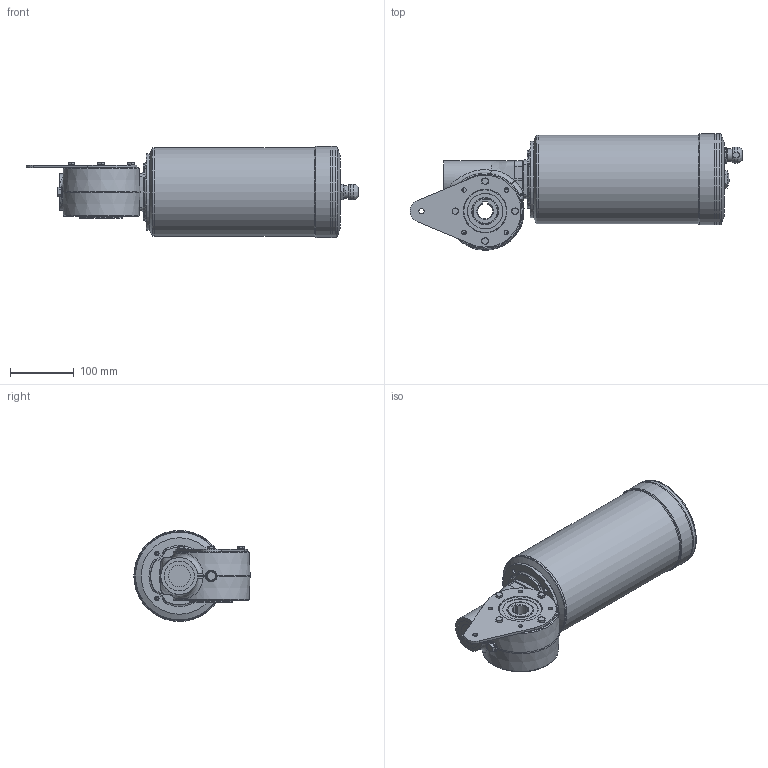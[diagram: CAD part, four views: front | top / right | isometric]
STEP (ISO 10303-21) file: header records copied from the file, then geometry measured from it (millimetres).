
FILE_DESCRIPTION( ( 'Unknown' ), '1' );
FILE_NAME( '75B2A477BBF127C51261FCFA39B560.3d.stp', 'Unknown', ( 'Unknown' ), ( 'Unknown' ), 'PSStep 10.1', 'Unknown', ' ' );
FILE_SCHEMA( ( 'AUTOMOTIVE_DESIGN { 1 0 10303 214 1 1 1 1 }' ) );
Length unit declared in the file: millimetre
Products named in the file (1): N508800
Bounding box: 521.5 x 182.72 x 143 mm (x, y, z)
Volume: 5719528.4 mm3; surface area: 263516.8 mm2
Topology: 1 solids, 19 shells, 544 faces, 1243 edges, 794 vertices
Faces by surface type: plane 200, cylinder 133, cone 114, bspline 51, torus 45, sphere 1
Full cylindrical faces by diameter (mm): 4.917 x29, 6 x8, 6.5 x4, 7 x13, 8.2 x1, 8.9 x4, 10 x4, 12 x4, 13.4 x1, 16.662 x1, 18 x1, 19 x1, 20 x1, 25 x1, 30 x1, 34 x1, 40 x1, 42.5 x2, 47 x1, 55 x1, 68 x3, 68.5 x1, 80 x2, 120 x1, 138.98 x1, 139 x2, 142.98 x2, 143 x3
Entity records: 22908 total; most frequent: CARTESIAN_POINT 8037, DIRECTION 2109, ORIENTED_EDGE 1912, EDGE_CURVE 956, AXIS2_PLACEMENT_3D 930, EDGE_LOOP 808, VERTEX_POINT 710, FACE_OUTER_BOUND 663
